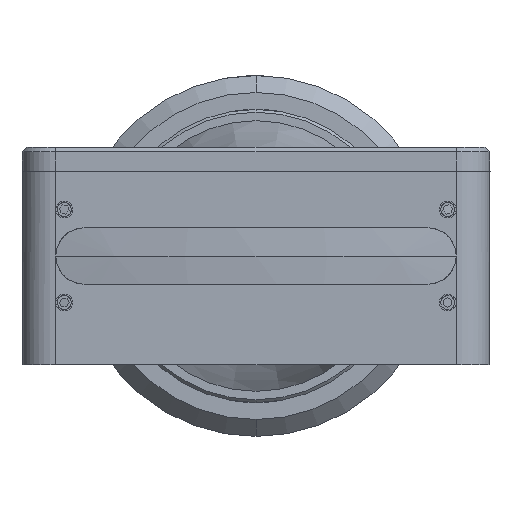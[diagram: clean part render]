
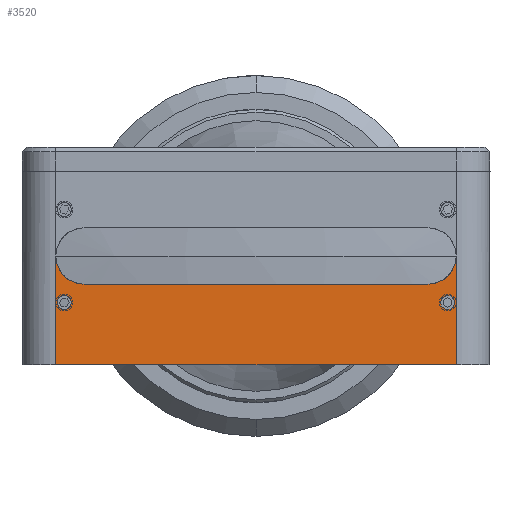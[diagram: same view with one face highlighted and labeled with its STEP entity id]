
A CAD part, front view. The second image highlights one B-rep face of the part: STEP entity #3520.
In plain terms, the highlighted planar face has unit normal (0, -1, 0).
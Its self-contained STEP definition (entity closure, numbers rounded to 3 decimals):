
#93 = DIRECTION ( 'NONE',  ( 0., -1., 0. ) ) ;
#127 = CARTESIAN_POINT ( 'NONE',  ( 35.5, -365.711, 216.432 ) ) ;
#461 = VERTEX_POINT ( 'NONE', #646 ) ;
#547 = AXIS2_PLACEMENT_3D ( 'NONE', #3677, #13800, #5262 ) ;
#598 = LINE ( 'NONE', #127, #8671 ) ;
#646 = CARTESIAN_POINT ( 'NONE',  ( 34., -365.711, -7. ) ) ;
#807 = EDGE_CURVE ( 'NONE', #6971, #7213, #9327, .T. ) ;
#901 = CARTESIAN_POINT ( 'NONE',  ( -34., -365.711, -7. ) ) ;
#903 = VECTOR ( 'NONE', #15638, 1000. ) ;
#1185 = ORIENTED_EDGE ( 'NONE', *, *, #11543, .T. ) ;
#1233 = LINE ( 'NONE', #11416, #18408 ) ;
#1252 = EDGE_CURVE ( 'NONE', #12365, #7266, #14740, .T. ) ;
#1697 = DIRECTION ( 'NONE',  ( 0., 0., -1. ) ) ;
#2091 = CARTESIAN_POINT ( 'NONE',  ( -34., -365.711, -8.25 ) ) ;
#2214 = CARTESIAN_POINT ( 'NONE',  ( -35.5, -365.711, -19.25 ) ) ;
#2344 = CARTESIAN_POINT ( 'NONE',  ( 30.5, -365.711, 0. ) ) ;
#2590 = DIRECTION ( 'NONE',  ( 1., 0., 0. ) ) ;
#3237 = CARTESIAN_POINT ( 'NONE',  ( 30.5, -365.711, -5. ) ) ;
#3421 = CARTESIAN_POINT ( 'NONE',  ( 35.5, -365.711, 216.432 ) ) ;
#3520 = ADVANCED_FACE ( 'NONE', ( #7239, #17993, #6807 ), #17640, .F. ) ;
#3637 = DIRECTION ( 'NONE',  ( 0., 0., -1. ) ) ;
#3677 = CARTESIAN_POINT ( 'NONE',  ( -30.5, -365.711, 0. ) ) ;
#3682 = EDGE_LOOP ( 'NONE', ( #4662, #9236, #8103, #4031, #1185, #11564 ) ) ;
#3811 = EDGE_CURVE ( 'NONE', #7266, #6971, #1233, .T. ) ;
#3900 = DIRECTION ( 'NONE',  ( 0., 0., 1. ) ) ;
#3965 = VERTEX_POINT ( 'NONE', #18788 ) ;
#4031 = ORIENTED_EDGE ( 'NONE', *, *, #1252, .F. ) ;
#4198 = CARTESIAN_POINT ( 'NONE',  ( -35.5, -365.711, 216.432 ) ) ;
#4366 = EDGE_CURVE ( 'NONE', #9536, #18545, #8345, .T. ) ;
#4662 = ORIENTED_EDGE ( 'NONE', *, *, #6949, .F. ) ;
#4718 = EDGE_CURVE ( 'NONE', #461, #6513, #7603, .T. ) ;
#4851 = DIRECTION ( 'NONE',  ( 0., -1., 0. ) ) ;
#4864 = CARTESIAN_POINT ( 'NONE',  ( 34., -365.711, -8.25 ) ) ;
#5012 = DIRECTION ( 'NONE',  ( 0., 0., 1. ) ) ;
#5262 = DIRECTION ( 'NONE',  ( 0., 0., 1. ) ) ;
#5337 = AXIS2_PLACEMENT_3D ( 'NONE', #9176, #93, #10606 ) ;
#6306 = CIRCLE ( 'NONE', #7443, 1.25 ) ;
#6390 = DIRECTION ( 'NONE',  ( 0., 0., -1. ) ) ;
#6513 = VERTEX_POINT ( 'NONE', #12754 ) ;
#6799 = CARTESIAN_POINT ( 'NONE',  ( -30.5, -365.711, -5. ) ) ;
#6807 = FACE_BOUND ( 'NONE', #15302, .T. ) ;
#6949 = EDGE_CURVE ( 'NONE', #7213, #3965, #598, .T. ) ;
#6971 = VERTEX_POINT ( 'NONE', #3237 ) ;
#7213 = VERTEX_POINT ( 'NONE', #14857 ) ;
#7239 = FACE_OUTER_BOUND ( 'NONE', #3682, .T. ) ;
#7266 = VERTEX_POINT ( 'NONE', #6799 ) ;
#7322 = CIRCLE ( 'NONE', #5337, 1.25 ) ;
#7336 = EDGE_CURVE ( 'NONE', #12805, #3965, #10402, .T. ) ;
#7443 = AXIS2_PLACEMENT_3D ( 'NONE', #13434, #4851, #14821 ) ;
#7603 = CIRCLE ( 'NONE', #13906, 1.25 ) ;
#8103 = ORIENTED_EDGE ( 'NONE', *, *, #3811, .F. ) ;
#8345 = CIRCLE ( 'NONE', #9933, 1.25 ) ;
#8506 = CARTESIAN_POINT ( 'NONE',  ( 35.5, -365.711, -19.25 ) ) ;
#8671 = VECTOR ( 'NONE', #1697, 1000. ) ;
#9041 = EDGE_LOOP ( 'NONE', ( #14138, #11652 ) ) ;
#9176 = CARTESIAN_POINT ( 'NONE',  ( -34., -365.711, -8.25 ) ) ;
#9236 = ORIENTED_EDGE ( 'NONE', *, *, #807, .F. ) ;
#9327 = CIRCLE ( 'NONE', #9765, 5. ) ;
#9536 = VERTEX_POINT ( 'NONE', #901 ) ;
#9765 = AXIS2_PLACEMENT_3D ( 'NONE', #2344, #12599, #3900 ) ;
#9933 = AXIS2_PLACEMENT_3D ( 'NONE', #2091, #12374, #3637 ) ;
#9934 = DIRECTION ( 'NONE',  ( 1., 0., 0. ) ) ;
#10402 = LINE ( 'NONE', #8506, #17341 ) ;
#10606 = DIRECTION ( 'NONE',  ( 0., 0., -1. ) ) ;
#11416 = CARTESIAN_POINT ( 'NONE',  ( -30.5, -365.711, -5. ) ) ;
#11543 = EDGE_CURVE ( 'NONE', #12365, #12805, #15902, .T. ) ;
#11564 = ORIENTED_EDGE ( 'NONE', *, *, #7336, .T. ) ;
#11652 = ORIENTED_EDGE ( 'NONE', *, *, #4366, .F. ) ;
#11848 = ORIENTED_EDGE ( 'NONE', *, *, #13149, .F. ) ;
#11930 = CARTESIAN_POINT ( 'NONE',  ( -35.5, -365.711, 0. ) ) ;
#12365 = VERTEX_POINT ( 'NONE', #11930 ) ;
#12374 = DIRECTION ( 'NONE',  ( 0., -1., 0. ) ) ;
#12387 = EDGE_CURVE ( 'NONE', #18545, #9536, #7322, .T. ) ;
#12599 = DIRECTION ( 'NONE',  ( 0., -1., 0. ) ) ;
#12754 = CARTESIAN_POINT ( 'NONE',  ( 34., -365.711, -9.5 ) ) ;
#12805 = VERTEX_POINT ( 'NONE', #2214 ) ;
#13149 = EDGE_CURVE ( 'NONE', #6513, #461, #6306, .T. ) ;
#13279 = AXIS2_PLACEMENT_3D ( 'NONE', #3421, #13570, #5012 ) ;
#13434 = CARTESIAN_POINT ( 'NONE',  ( 34., -365.711, -8.25 ) ) ;
#13570 = DIRECTION ( 'NONE',  ( 0., 1., 0. ) ) ;
#13800 = DIRECTION ( 'NONE',  ( 0., -1., 0. ) ) ;
#13906 = AXIS2_PLACEMENT_3D ( 'NONE', #4864, #14831, #6390 ) ;
#14138 = ORIENTED_EDGE ( 'NONE', *, *, #12387, .F. ) ;
#14740 = CIRCLE ( 'NONE', #547, 5. ) ;
#14821 = DIRECTION ( 'NONE',  ( 0., 0., -1. ) ) ;
#14831 = DIRECTION ( 'NONE',  ( 0., -1., 0. ) ) ;
#14857 = CARTESIAN_POINT ( 'NONE',  ( 35.5, -365.711, 0. ) ) ;
#15302 = EDGE_LOOP ( 'NONE', ( #11848, #16244 ) ) ;
#15636 = CARTESIAN_POINT ( 'NONE',  ( -34., -365.711, -9.5 ) ) ;
#15638 = DIRECTION ( 'NONE',  ( 0., 0., -1. ) ) ;
#15902 = LINE ( 'NONE', #4198, #903 ) ;
#16244 = ORIENTED_EDGE ( 'NONE', *, *, #4718, .F. ) ;
#17341 = VECTOR ( 'NONE', #9934, 1000. ) ;
#17640 = PLANE ( 'NONE',  #13279 ) ;
#17993 = FACE_BOUND ( 'NONE', #9041, .T. ) ;
#18408 = VECTOR ( 'NONE', #2590, 1000. ) ;
#18545 = VERTEX_POINT ( 'NONE', #15636 ) ;
#18788 = CARTESIAN_POINT ( 'NONE',  ( 35.5, -365.711, -19.25 ) ) ;
